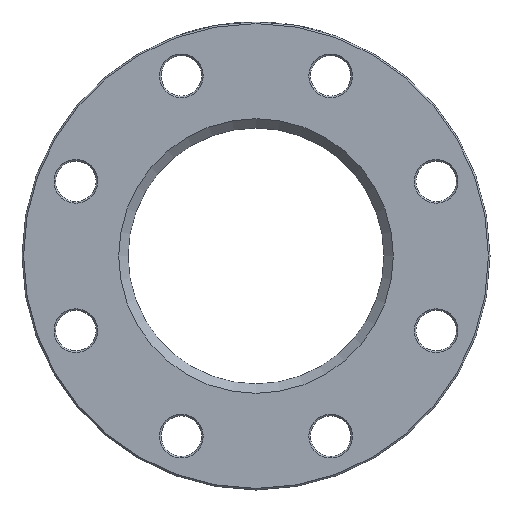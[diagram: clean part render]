
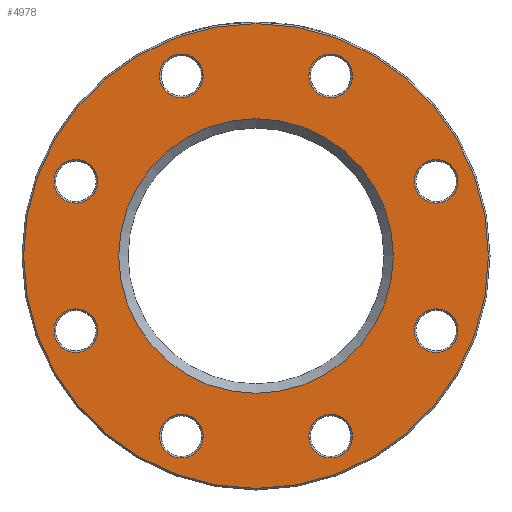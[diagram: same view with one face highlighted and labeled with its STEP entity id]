
A CAD part, left-side view. The second image highlights one B-rep face of the part: STEP entity #4978.
In plain terms, the highlighted planar face has unit normal (-1, 0, 0).
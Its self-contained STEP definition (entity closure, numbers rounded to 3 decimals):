
#127 = ORIENTED_EDGE ( 'NONE', *, *, #3606, .T. ) ;
#157 = ORIENTED_EDGE ( 'NONE', *, *, #4013, .T. ) ;
#206 = DIRECTION ( 'NONE',  ( 0., 0., -1. ) ) ;
#240 = DIRECTION ( 'NONE',  ( 0., 0., -1. ) ) ;
#326 = VERTEX_POINT ( 'NONE', #1538 ) ;
#343 = EDGE_LOOP ( 'NONE', ( #127 ) ) ;
#347 = CIRCLE ( 'NONE', #3699, 149. ) ;
#378 = EDGE_CURVE ( 'NONE', #326, #326, #1932, .T. ) ;
#412 = CARTESIAN_POINT ( 'NONE',  ( 0., -115.485, 33.835 ) ) ;
#435 = EDGE_LOOP ( 'NONE', ( #4574 ) ) ;
#544 = DIRECTION ( 'NONE',  ( 0., 0., -1. ) ) ;
#574 = CARTESIAN_POINT ( 'NONE',  ( 0., 0., 0. ) ) ;
#619 = FACE_BOUND ( 'NONE', #5132, .T. ) ;
#620 = CIRCLE ( 'NONE', #2737, 14. ) ;
#713 = EDGE_CURVE ( 'NONE', #1121, #1121, #1349, .T. ) ;
#737 = DIRECTION ( 'NONE',  ( 1., 0., 0. ) ) ;
#745 = AXIS2_PLACEMENT_3D ( 'NONE', #1549, #1627, #5353 ) ;
#782 = CIRCLE ( 'NONE', #1496, 14. ) ;
#834 = CIRCLE ( 'NONE', #3843, 14. ) ;
#848 = ORIENTED_EDGE ( 'NONE', *, *, #378, .T. ) ;
#889 = AXIS2_PLACEMENT_3D ( 'NONE', #2394, #2000, #2789 ) ;
#965 = EDGE_LOOP ( 'NONE', ( #2051 ) ) ;
#994 = DIRECTION ( 'NONE',  ( 1., 0., 0. ) ) ;
#1008 = DIRECTION ( 'NONE',  ( 0., 0., -1. ) ) ;
#1121 = VERTEX_POINT ( 'NONE', #3204 ) ;
#1197 = EDGE_CURVE ( 'NONE', #3596, #3596, #3704, .T. ) ;
#1264 = CARTESIAN_POINT ( 'NONE',  ( 0., 0., -149. ) ) ;
#1349 = CIRCLE ( 'NONE', #2234, 88. ) ;
#1423 = DIRECTION ( 'NONE',  ( 1., 0., 0. ) ) ;
#1446 = DIRECTION ( 'NONE',  ( 0., 0., -1. ) ) ;
#1496 = AXIS2_PLACEMENT_3D ( 'NONE', #5287, #2785, #240 ) ;
#1538 = CARTESIAN_POINT ( 'NONE',  ( 0., 47.835, -129.485 ) ) ;
#1549 = CARTESIAN_POINT ( 'NONE',  ( 0., 82., 0. ) ) ;
#1627 = DIRECTION ( 'NONE',  ( 1., 0., 0. ) ) ;
#1645 = CARTESIAN_POINT ( 'NONE',  ( 0., 115.485, 33.835 ) ) ;
#1672 = EDGE_LOOP ( 'NONE', ( #4306 ) ) ;
#1705 = VERTEX_POINT ( 'NONE', #1264 ) ;
#1932 = CIRCLE ( 'NONE', #2288, 14. ) ;
#1976 = CARTESIAN_POINT ( 'NONE',  ( 0., 115.485, -61.835 ) ) ;
#1994 = ORIENTED_EDGE ( 'NONE', *, *, #5334, .T. ) ;
#2000 = DIRECTION ( 'NONE',  ( 1., 0., 0. ) ) ;
#2007 = DIRECTION ( 'NONE',  ( 0., 0., -1. ) ) ;
#2014 = FACE_BOUND ( 'NONE', #3420, .T. ) ;
#2034 = CARTESIAN_POINT ( 'NONE',  ( 0., -47.835, -129.485 ) ) ;
#2051 = ORIENTED_EDGE ( 'NONE', *, *, #5164, .T. ) ;
#2089 = CARTESIAN_POINT ( 'NONE',  ( 0., -47.835, 101.485 ) ) ;
#2150 = VERTEX_POINT ( 'NONE', #3721 ) ;
#2234 = AXIS2_PLACEMENT_3D ( 'NONE', #574, #3394, #544 ) ;
#2288 = AXIS2_PLACEMENT_3D ( 'NONE', #4778, #994, #3020 ) ;
#2318 = VERTEX_POINT ( 'NONE', #2089 ) ;
#2394 = CARTESIAN_POINT ( 'NONE',  ( 0., 115.485, -47.835 ) ) ;
#2475 = DIRECTION ( 'NONE',  ( 0., 0., -1. ) ) ;
#2561 = ORIENTED_EDGE ( 'NONE', *, *, #3899, .T. ) ;
#2641 = EDGE_LOOP ( 'NONE', ( #1994 ) ) ;
#2720 = FACE_BOUND ( 'NONE', #5065, .T. ) ;
#2723 = CARTESIAN_POINT ( 'NONE',  ( 0., -115.485, -47.835 ) ) ;
#2737 = AXIS2_PLACEMENT_3D ( 'NONE', #5347, #737, #2007 ) ;
#2749 = EDGE_CURVE ( 'NONE', #2318, #2318, #3318, .T. ) ;
#2785 = DIRECTION ( 'NONE',  ( 1., 0., 0. ) ) ;
#2789 = DIRECTION ( 'NONE',  ( 0., 0., -1. ) ) ;
#2850 = FACE_BOUND ( 'NONE', #965, .T. ) ;
#2930 = VERTEX_POINT ( 'NONE', #1645 ) ;
#2937 = DIRECTION ( 'NONE',  ( -1., 0., 0. ) ) ;
#3020 = DIRECTION ( 'NONE',  ( 0., 0., -1. ) ) ;
#3204 = CARTESIAN_POINT ( 'NONE',  ( 0., 0., -88. ) ) ;
#3318 = CIRCLE ( 'NONE', #4901, 14. ) ;
#3343 = CARTESIAN_POINT ( 'NONE',  ( 0., -115.485, -61.835 ) ) ;
#3394 = DIRECTION ( 'NONE',  ( 1., 0., 0. ) ) ;
#3420 = EDGE_LOOP ( 'NONE', ( #848 ) ) ;
#3481 = EDGE_LOOP ( 'NONE', ( #2561 ) ) ;
#3485 = DIRECTION ( 'NONE',  ( 0., 0., -1. ) ) ;
#3514 = EDGE_CURVE ( 'NONE', #3748, #3748, #4683, .T. ) ;
#3552 = CARTESIAN_POINT ( 'NONE',  ( 0., 115.485, 47.835 ) ) ;
#3596 = VERTEX_POINT ( 'NONE', #1976 ) ;
#3606 = EDGE_CURVE ( 'NONE', #1705, #1705, #347, .T. ) ;
#3620 = AXIS2_PLACEMENT_3D ( 'NONE', #5224, #1423, #1008 ) ;
#3676 = CARTESIAN_POINT ( 'NONE',  ( 0., 0., 0. ) ) ;
#3678 = FACE_BOUND ( 'NONE', #1672, .T. ) ;
#3699 = AXIS2_PLACEMENT_3D ( 'NONE', #3676, #2937, #2475 ) ;
#3704 = CIRCLE ( 'NONE', #889, 14. ) ;
#3721 = CARTESIAN_POINT ( 'NONE',  ( 0., 47.835, 101.485 ) ) ;
#3748 = VERTEX_POINT ( 'NONE', #2034 ) ;
#3843 = AXIS2_PLACEMENT_3D ( 'NONE', #3552, #5222, #1446 ) ;
#3899 = EDGE_CURVE ( 'NONE', #5076, #5076, #620, .T. ) ;
#3922 = DIRECTION ( 'NONE',  ( 1., 0., 0. ) ) ;
#3992 = FACE_BOUND ( 'NONE', #3481, .T. ) ;
#4013 = EDGE_CURVE ( 'NONE', #2150, #2150, #782, .T. ) ;
#4185 = CIRCLE ( 'NONE', #4876, 14. ) ;
#4276 = CARTESIAN_POINT ( 'NONE',  ( 0., -47.835, 115.485 ) ) ;
#4279 = ORIENTED_EDGE ( 'NONE', *, *, #2749, .T. ) ;
#4306 = ORIENTED_EDGE ( 'NONE', *, *, #3514, .T. ) ;
#4485 = FACE_BOUND ( 'NONE', #2641, .T. ) ;
#4537 = PLANE ( 'NONE',  #745 ) ;
#4574 = ORIENTED_EDGE ( 'NONE', *, *, #713, .T. ) ;
#4683 = CIRCLE ( 'NONE', #3620, 14. ) ;
#4778 = CARTESIAN_POINT ( 'NONE',  ( 0., 47.835, -115.485 ) ) ;
#4794 = FACE_BOUND ( 'NONE', #435, .T. ) ;
#4820 = FACE_OUTER_BOUND ( 'NONE', #343, .T. ) ;
#4823 = DIRECTION ( 'NONE',  ( 1., 0., 0. ) ) ;
#4876 = AXIS2_PLACEMENT_3D ( 'NONE', #2723, #4823, #206 ) ;
#4901 = AXIS2_PLACEMENT_3D ( 'NONE', #4276, #3922, #3485 ) ;
#4978 = ADVANCED_FACE ( 'NONE', ( #4794, #4820, #2720, #619, #3992, #4485, #3678, #2014, #5327, #2850 ), #4537, .F. ) ;
#5065 = EDGE_LOOP ( 'NONE', ( #157 ) ) ;
#5076 = VERTEX_POINT ( 'NONE', #412 ) ;
#5132 = EDGE_LOOP ( 'NONE', ( #4279 ) ) ;
#5164 = EDGE_CURVE ( 'NONE', #2930, #2930, #834, .T. ) ;
#5185 = ORIENTED_EDGE ( 'NONE', *, *, #1197, .T. ) ;
#5222 = DIRECTION ( 'NONE',  ( 1., 0., 0. ) ) ;
#5224 = CARTESIAN_POINT ( 'NONE',  ( 0., -47.835, -115.485 ) ) ;
#5235 = EDGE_LOOP ( 'NONE', ( #5185 ) ) ;
#5287 = CARTESIAN_POINT ( 'NONE',  ( 0., 47.835, 115.485 ) ) ;
#5327 = FACE_BOUND ( 'NONE', #5235, .T. ) ;
#5334 = EDGE_CURVE ( 'NONE', #5423, #5423, #4185, .T. ) ;
#5347 = CARTESIAN_POINT ( 'NONE',  ( 0., -115.485, 47.835 ) ) ;
#5353 = DIRECTION ( 'NONE',  ( 0., 0., -1. ) ) ;
#5423 = VERTEX_POINT ( 'NONE', #3343 ) ;
